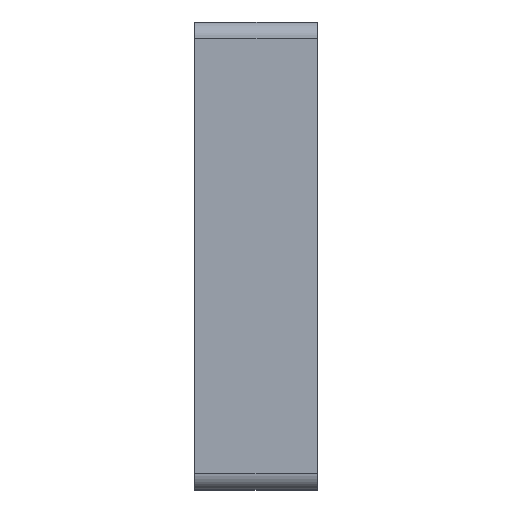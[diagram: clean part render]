
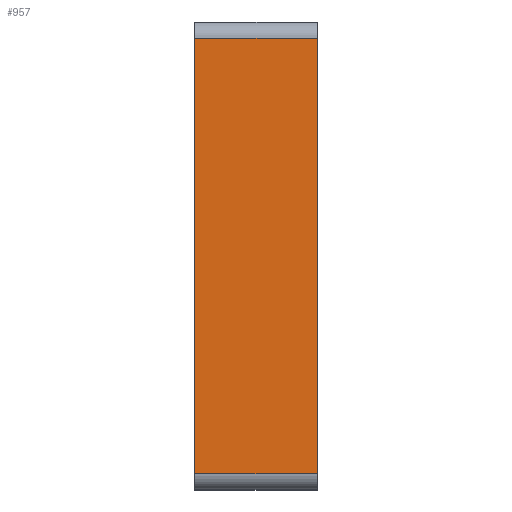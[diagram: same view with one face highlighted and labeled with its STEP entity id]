
A CAD part, top view. The second image highlights one B-rep face of the part: STEP entity #957.
In plain terms, the highlighted planar face has unit normal (0, 0, 1).
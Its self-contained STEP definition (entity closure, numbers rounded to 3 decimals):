
#3 = LINE ( 'NONE', #9, #987 ) ;
#7 = CARTESIAN_POINT ( 'NONE',  ( 0., 0., 7.337 ) ) ;
#9 = CARTESIAN_POINT ( 'NONE',  ( -8.75, 2.337, 7.337 ) ) ;
#85 = CARTESIAN_POINT ( 'NONE',  ( 8.75, 2.337, 7.337 ) ) ;
#88 = LINE ( 'NONE', #816, #98 ) ;
#98 = VECTOR ( 'NONE', #165, 1000. ) ;
#165 = DIRECTION ( 'NONE',  ( -1., 0., 0. ) ) ;
#196 = ORIENTED_EDGE ( 'NONE', *, *, #1154, .T. ) ;
#207 = PLANE ( 'NONE',  #941 ) ;
#234 = VERTEX_POINT ( 'NONE', #85 ) ;
#330 = DIRECTION ( 'NONE',  ( -1., 0., 0. ) ) ;
#361 = DIRECTION ( 'NONE',  ( 0., -1., 0. ) ) ;
#380 = LINE ( 'NONE', #576, #1251 ) ;
#400 = DIRECTION ( 'NONE',  ( 0., 1., 0. ) ) ;
#402 = EDGE_CURVE ( 'NONE', #234, #929, #3, .T. ) ;
#511 = EDGE_CURVE ( 'NONE', #1206, #1044, #88, .T. ) ;
#538 = DIRECTION ( 'NONE',  ( 0., 0., -1. ) ) ;
#576 = CARTESIAN_POINT ( 'NONE',  ( 8.75, 0., 7.337 ) ) ;
#583 = EDGE_LOOP ( 'NONE', ( #992, #196, #1211, #1311 ) ) ;
#737 = FACE_OUTER_BOUND ( 'NONE', #583, .T. ) ;
#772 = VECTOR ( 'NONE', #361, 1000. ) ;
#816 = CARTESIAN_POINT ( 'NONE',  ( 8.75, 64.663, 7.337 ) ) ;
#865 = CARTESIAN_POINT ( 'NONE',  ( -8.75, 0., 7.337 ) ) ;
#929 = VERTEX_POINT ( 'NONE', #1260 ) ;
#941 = AXIS2_PLACEMENT_3D ( 'NONE', #7, #538, #1148 ) ;
#957 = ADVANCED_FACE ( 'NONE', ( #737 ), #207, .F. ) ;
#987 = VECTOR ( 'NONE', #330, 1000. ) ;
#988 = LINE ( 'NONE', #865, #772 ) ;
#992 = ORIENTED_EDGE ( 'NONE', *, *, #511, .T. ) ;
#1044 = VERTEX_POINT ( 'NONE', #1079 ) ;
#1079 = CARTESIAN_POINT ( 'NONE',  ( -8.75, 64.663, 7.337 ) ) ;
#1148 = DIRECTION ( 'NONE',  ( -1., 0., 0. ) ) ;
#1154 = EDGE_CURVE ( 'NONE', #1044, #929, #988, .T. ) ;
#1206 = VERTEX_POINT ( 'NONE', #1238 ) ;
#1211 = ORIENTED_EDGE ( 'NONE', *, *, #402, .F. ) ;
#1238 = CARTESIAN_POINT ( 'NONE',  ( 8.75, 64.663, 7.337 ) ) ;
#1251 = VECTOR ( 'NONE', #400, 1000. ) ;
#1260 = CARTESIAN_POINT ( 'NONE',  ( -8.75, 2.337, 7.337 ) ) ;
#1278 = EDGE_CURVE ( 'NONE', #234, #1206, #380, .T. ) ;
#1311 = ORIENTED_EDGE ( 'NONE', *, *, #1278, .T. ) ;
